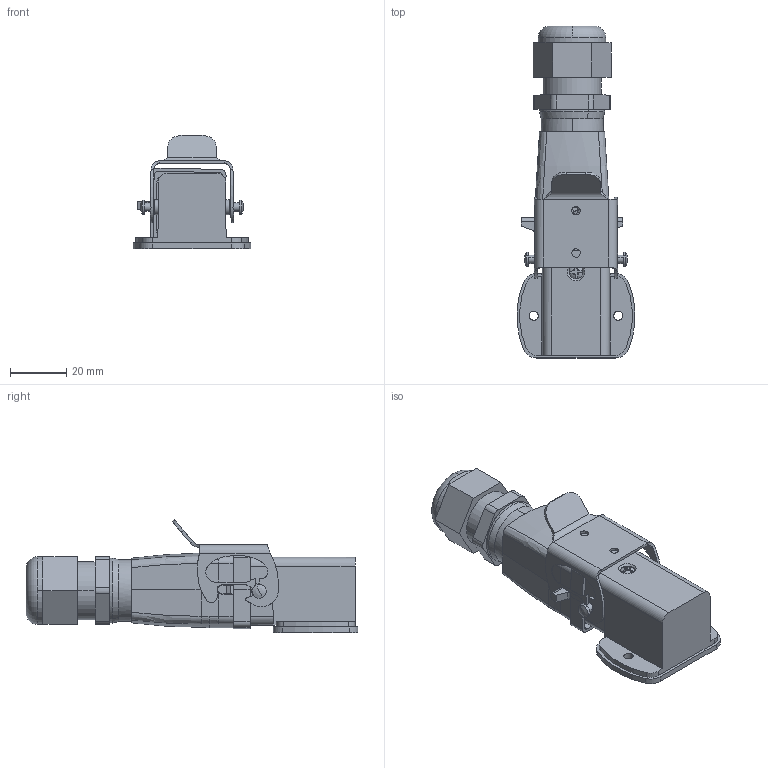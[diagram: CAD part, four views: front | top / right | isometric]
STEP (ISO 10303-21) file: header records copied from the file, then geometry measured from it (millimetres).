
FILE_DESCRIPTION(('CATIA V5 STEP Exchange','CAx-IF Rec.Pracs.--- Model Styling and Organization---1.5--- 2016-08-15','CAx-IF Rec.Pracs.---Supplemental Geometry---1.0---2011-11-01','CAx-IF Rec.Pracs.--- Composite Materials ---1.1---2010-07-15'),'2;1');
FILE_NAME ('2122970-4_0', '2025-04-10T05:19:26+00:00', ('none'), ('Weidmueller'), 'CATIA Version 5-6 Release 2022 SP4 HF5', 'CATIA V5 STEP AP214 v3', 'none');
FILE_SCHEMA(('AUTOMOTIVE_DESIGN { 1 0 10303 214 1 1 1 1 }'));
Products named in the file (1): 3124020000
Bounding box: 41.81 x 117.76 x 40.18 mm (x, y, z)
Volume: 46506.1 mm3; surface area: 34389.3 mm2
Topology: 1 solids, 5 shells, 1312 faces, 3786 edges, 2514 vertices
Faces by surface type: plane 671, cylinder 343, cone 158, extrusion 80, bspline 30, torus 16, sphere 12, revolution 2
Entity records: 50143 total; most frequent: CARTESIAN_POINT 16924, ORIENTED_EDGE 7556, DIRECTION 5079, EDGE_CURVE 3778, VERTEX_POINT 2514, VECTOR 2237, LINE 2157, AXIS2_PLACEMENT_3D 1728
